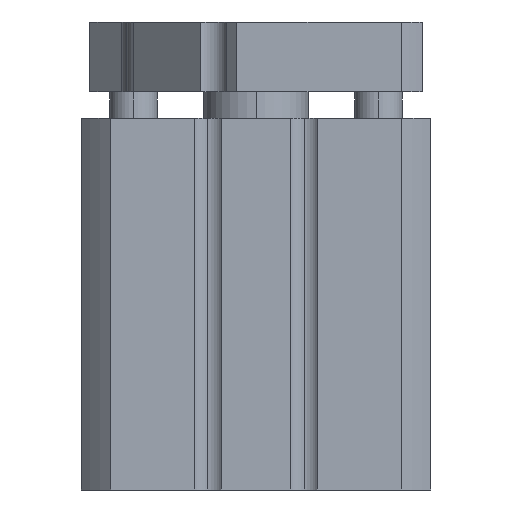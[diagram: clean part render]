
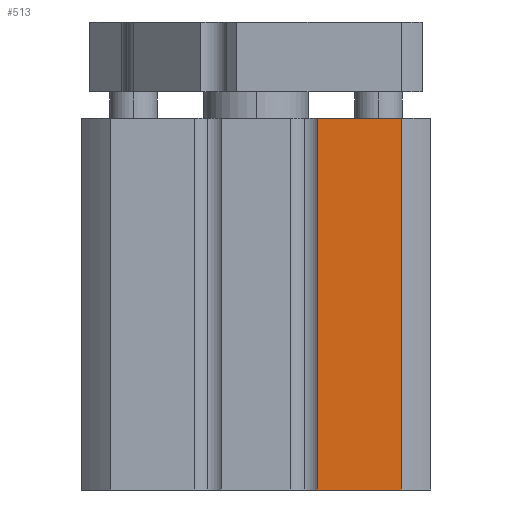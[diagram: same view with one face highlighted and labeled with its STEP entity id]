
A CAD part, left-side view. The second image highlights one B-rep face of the part: STEP entity #513.
In plain terms, the highlighted planar face has unit normal (-1, 0, 0).
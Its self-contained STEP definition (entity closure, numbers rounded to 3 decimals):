
#513=ADVANCED_FACE('',(#1102),#1103,.T.);
#1102=FACE_OUTER_BOUND('',#1772,.T.);
#1103=PLANE('',#1773);
#1772=EDGE_LOOP('',(#3069,#3070,#3071,#3072));
#1773=AXIS2_PLACEMENT_3D('',#3073,#3074,#3075);
#3069=ORIENTED_EDGE('',*,*,#4291,.F.);
#3070=ORIENTED_EDGE('',*,*,#4292,.T.);
#3071=ORIENTED_EDGE('',*,*,#4293,.T.);
#3072=ORIENTED_EDGE('',*,*,#4294,.T.);
#3073=CARTESIAN_POINT('',(-20.0,-20.0,77.819));
#3074=DIRECTION('',(-1.0,0.0,0.0));
#3075=DIRECTION('',(0.0,0.0,1.0));
#4291=EDGE_CURVE('',#5217,#5218,#5219,.T.);
#4292=EDGE_CURVE('',#5217,#5220,#5221,.T.);
#4293=EDGE_CURVE('',#5220,#5222,#5223,.T.);
#4294=EDGE_CURVE('',#5222,#5218,#5224,.T.);
#5217=VERTEX_POINT('',#6477);
#5218=VERTEX_POINT('',#6478);
#5219=LINE('',#6479,#6480);
#5220=VERTEX_POINT('',#6481);
#5221=LINE('',#6482,#6483);
#5222=VERTEX_POINT('',#6484);
#5223=LINE('',#6485,#6486);
#5224=LINE('',#6487,#6488);
#6477=CARTESIAN_POINT('',(-20.0,-7.0,-21.25));
#6478=CARTESIAN_POINT('',(-20.0,-7.0,21.25));
#6479=CARTESIAN_POINT('',(-20.0,-7.0,-21.25));
#6480=VECTOR('',#7523,1.0);
#6481=CARTESIAN_POINT('',(-20.0,-16.613,-21.25));
#6482=CARTESIAN_POINT('',(-20.0,-20.0,-21.25));
#6483=VECTOR('',#7524,1.0);
#6484=CARTESIAN_POINT('',(-20.0,-16.613,21.25));
#6485=CARTESIAN_POINT('',(-20.0,-16.613,-21.25));
#6486=VECTOR('',#7525,1.0);
#6487=CARTESIAN_POINT('',(-20.0,-20.0,21.25));
#6488=VECTOR('',#7526,1.0);
#7523=DIRECTION('',(0.0,0.0,1.0));
#7524=DIRECTION('',(0.0,-1.0,0.0));
#7525=DIRECTION('',(0.0,0.0,1.0));
#7526=DIRECTION('',(0.0,1.0,0.0));
